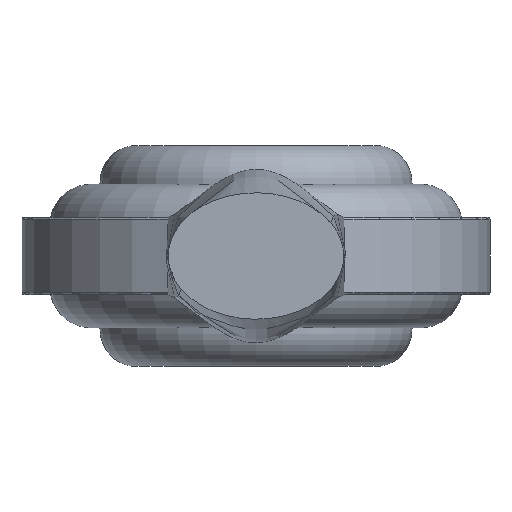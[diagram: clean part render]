
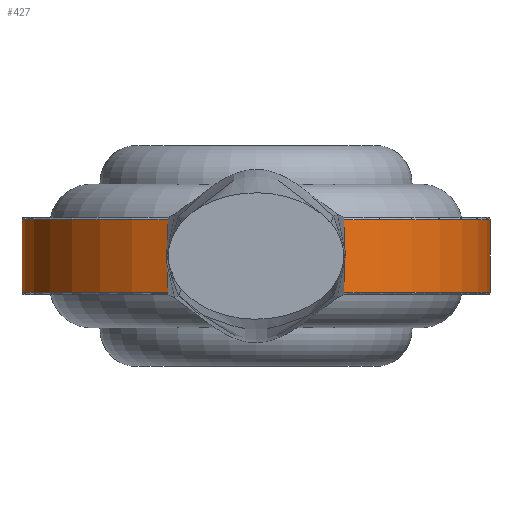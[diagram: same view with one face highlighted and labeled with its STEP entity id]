
A CAD part, front view. The second image highlights one B-rep face of the part: STEP entity #427.
In plain terms, the highlighted cylindrical face has radius 12.7 mm (diameter 25.4 mm), a partial arc.
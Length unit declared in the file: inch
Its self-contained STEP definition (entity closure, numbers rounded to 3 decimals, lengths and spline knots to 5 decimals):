
#65=FACE_OUTER_BOUND('',#92,.T.);
#92=EDGE_LOOP('',(#313,#314,#315,#316));
#120=LINE('',#701,#137);
#121=LINE('',#704,#138);
#137=VECTOR('',#565,0.3937);
#138=VECTOR('',#568,0.3937);
#166=CIRCLE('',#485,0.5);
#168=CIRCLE('',#488,0.5);
#192=VERTEX_POINT('',#674);
#193=VERTEX_POINT('',#685);
#195=VERTEX_POINT('',#700);
#196=VERTEX_POINT('',#702);
#240=EDGE_CURVE('',#192,#193,#166,.T.);
#243=EDGE_CURVE('',#192,#195,#120,.T.);
#244=EDGE_CURVE('',#196,#195,#168,.T.);
#245=EDGE_CURVE('',#196,#193,#121,.T.);
#313=ORIENTED_EDGE('',*,*,#240,.F.);
#314=ORIENTED_EDGE('',*,*,#243,.T.);
#315=ORIENTED_EDGE('',*,*,#244,.F.);
#316=ORIENTED_EDGE('',*,*,#245,.T.);
#406=CYLINDRICAL_SURFACE('',#487,0.5);
#427=ADVANCED_FACE('',(#65),#406,.T.);
#485=AXIS2_PLACEMENT_3D('',#686,#559,#560);
#487=AXIS2_PLACEMENT_3D('',#699,#563,#564);
#488=AXIS2_PLACEMENT_3D('',#703,#566,#567);
#559=DIRECTION('center_axis',(0.,0.,-1.));
#560=DIRECTION('ref_axis',(0.,1.,0.));
#563=DIRECTION('center_axis',(0.,0.,-1.));
#564=DIRECTION('ref_axis',(0.,1.,0.));
#565=DIRECTION('',(0.,0.,1.));
#566=DIRECTION('center_axis',(0.,0.,1.));
#567=DIRECTION('ref_axis',(0.,1.,0.));
#568=DIRECTION('',(0.,0.,-1.));
#674=CARTESIAN_POINT('',(-0.1875,-0.46351,-0.16));
#685=CARTESIAN_POINT('',(0.1875,-0.46351,-0.16));
#686=CARTESIAN_POINT('Origin',(0.,0.,-0.16));
#699=CARTESIAN_POINT('Origin',(0.,0.,0.));
#700=CARTESIAN_POINT('',(-0.1875,-0.46351,-0.005));
#701=CARTESIAN_POINT('',(-0.1875,-0.46351,0.));
#702=CARTESIAN_POINT('',(0.1875,-0.46351,-0.005));
#703=CARTESIAN_POINT('Origin',(0.,0.,-0.005));
#704=CARTESIAN_POINT('',(0.1875,-0.46351,0.));
